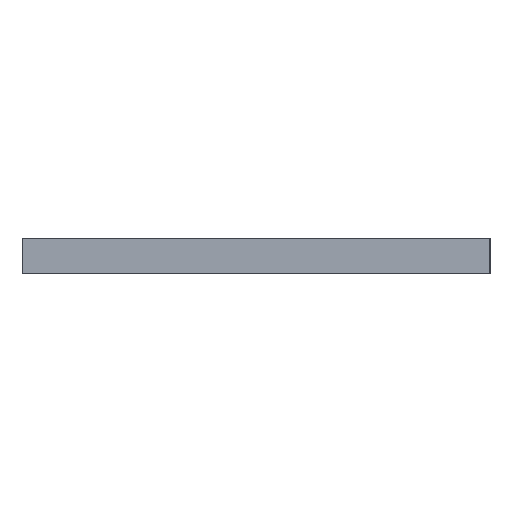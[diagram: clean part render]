
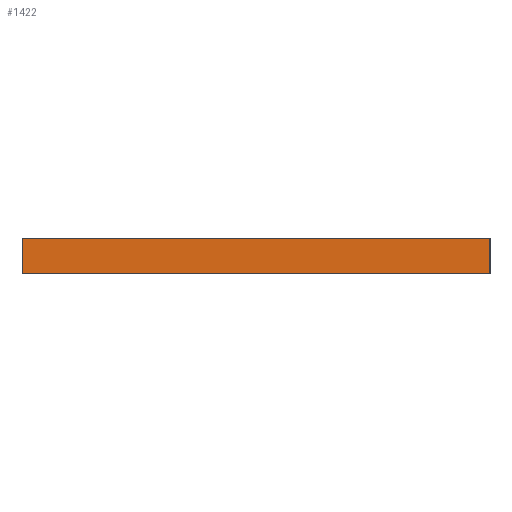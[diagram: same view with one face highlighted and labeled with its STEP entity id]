
A CAD part, left-side view. The second image highlights one B-rep face of the part: STEP entity #1422.
In plain terms, the highlighted planar face has unit normal (-1, 0, 0).
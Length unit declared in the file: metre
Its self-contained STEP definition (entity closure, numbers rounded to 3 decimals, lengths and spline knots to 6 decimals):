
#96=LINE('',#1948,#228);
#120=LINE('',#2043,#252);
#122=LINE('',#2047,#254);
#123=LINE('',#2049,#255);
#228=VECTOR('',#1592,1.);
#252=VECTOR('',#1646,1.);
#254=VECTOR('',#1650,1.);
#255=VECTOR('',#1651,1.);
#440=ORIENTED_EDGE('',*,*,#857,.F.);
#441=ORIENTED_EDGE('',*,*,#818,.T.);
#442=ORIENTED_EDGE('',*,*,#859,.T.);
#443=ORIENTED_EDGE('',*,*,#860,.F.);
#818=EDGE_CURVE('',#1034,#1035,#96,.T.);
#857=EDGE_CURVE('',#1034,#1066,#120,.T.);
#859=EDGE_CURVE('',#1035,#1067,#122,.T.);
#860=EDGE_CURVE('',#1066,#1067,#123,.T.);
#1034=VERTEX_POINT('',#1949);
#1035=VERTEX_POINT('',#1950);
#1066=VERTEX_POINT('',#2044);
#1067=VERTEX_POINT('',#2048);
#1217=EDGE_LOOP('',(#440,#441,#442,#443));
#1305=FACE_BOUND('',#1217,.T.);
#1384=PLANE('',#1523);
#1422=ADVANCED_FACE('',(#1305),#1384,.F.);
#1523=AXIS2_PLACEMENT_3D('',#2046,#1648,#1649);
#1592=DIRECTION('',(0.,1.,0.));
#1646=DIRECTION('',(0.,0.,-1.));
#1648=DIRECTION('',(1.,0.,0.));
#1649=DIRECTION('',(0.,1.,0.));
#1650=DIRECTION('',(0.,0.,-1.));
#1651=DIRECTION('',(0.,1.,0.));
#1948=CARTESIAN_POINT('',(0.,0.02,0.003));
#1949=CARTESIAN_POINT('',(0.,0.,0.003));
#1950=CARTESIAN_POINT('',(0.,0.04,0.003));
#2043=CARTESIAN_POINT('',(0.,0.,0.003));
#2044=CARTESIAN_POINT('',(0.,0.,0.));
#2046=CARTESIAN_POINT('',(0.,0.02,0.003));
#2047=CARTESIAN_POINT('',(0.,0.04,0.003));
#2048=CARTESIAN_POINT('',(0.,0.04,0.));
#2049=CARTESIAN_POINT('',(0.,0.02,0.));
